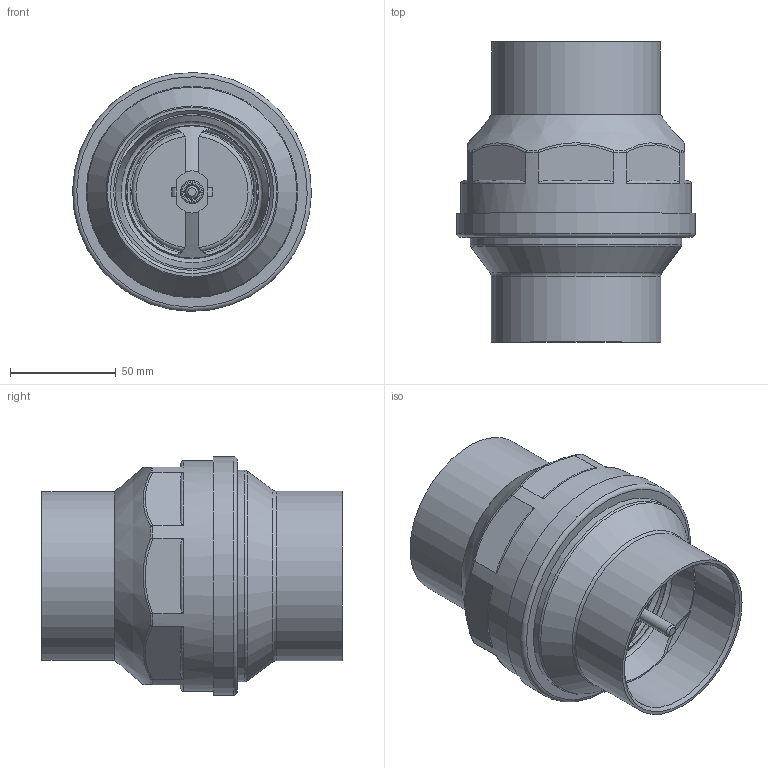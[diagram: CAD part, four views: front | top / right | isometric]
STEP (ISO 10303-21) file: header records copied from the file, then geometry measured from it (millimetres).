
FILE_DESCRIPTION(/* description */ ('Unknown','CAx-IF Rec.Pracs.---Representation and Presentation of Product Manufacturing Information (PMI)---4.0---2014-10-13','CAx-IF Rec.Pracs.---3D Tessellated Geometry---0.4---2014-09-14','2;1'),/* implementation_level */ '2;1');
FILE_NAME(/* name */ '9130-10',/* time_stamp */ '2023-10-24T09:49:14+02:00',/* author */ ('Unknown'),/* organization */ ('Unknown'),/* preprocessor_version */ 'ST-DEVELOPER v18.102',/* originating_system */ 'Solid Edge',/* authorisation */ 'Unknown');
FILE_SCHEMA (('AP242_MANAGED_MODEL_BASED_3D_ENGINEERING_MIM_LF { 1 0 10303 442 1 1 4 }'));
Length unit declared in the file: millimetre
Products named in the file (1): 9130-10
Bounding box: 112.99 x 142 x 112.99 mm (x, y, z)
Volume: 196668.4 mm3; surface area: 157956.8 mm2
Topology: 12 solids, 12 shells, 296 faces, 755 edges, 492 vertices
Faces by surface type: plane 116, cylinder 91, torus 51, cone 30, bspline 8
Full cylindrical faces by diameter (mm): 6 x2, 6.75 x1, 7.5 x1, 11 x2, 12 x2, 16.5 x1, 20 x1, 51 x1, 57 x1, 58.7 x1, 62.5 x1, 68.1 x1, 69.6 x1, 71.8 x3, 74.2 x1, 75.4 x2, 76.1 x1, 77.8 x2, 80 x1, 80.2 x1, 95.9 x1, 100 x2, 103 x1, 109 x2, 113 x1
Entity records: 9462 total; most frequent: CARTESIAN_POINT 2696, DIRECTION 1374, ORIENTED_EDGE 1298, EDGE_CURVE 649, AXIS2_PLACEMENT_3D 575, VERTEX_POINT 466, FACE_BOUND 409, EDGE_LOOP 408
